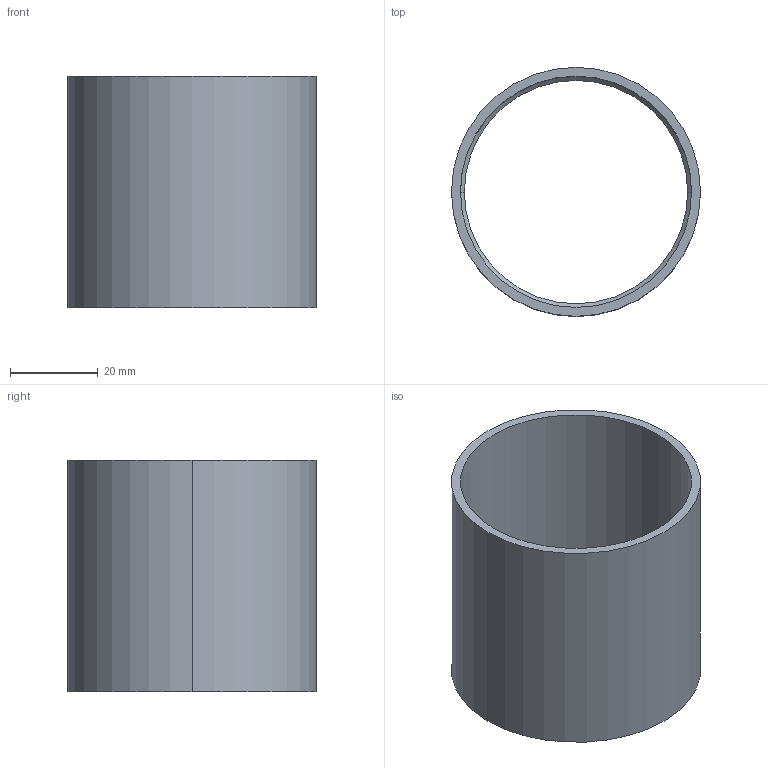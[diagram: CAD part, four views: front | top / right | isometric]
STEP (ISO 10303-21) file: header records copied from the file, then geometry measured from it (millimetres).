
FILE_DESCRIPTION (( 'STEP AP203' ), '1' );
FILE_NAME ('09_lens_hood.step', '2021-03-01T17:10:58', ( '' ), ( '' ), 'SwSTEP 2.0', 'SolidWorks 2020', '' );
FILE_SCHEMA (( 'CONFIG_CONTROL_DESIGN' ));
Length unit declared in the file: millimetre
Products named in the file (1): 09_lens_hood
Bounding box: 56.8 x 56.8 x 52.75 mm (x, y, z)
Volume: 18323.6 mm3; surface area: 19660.3 mm2
Topology: 1 solids, 1 shells, 26 faces, 64 edges, 41 vertices
Faces by surface type: cylinder 17, plane 4, bspline 3, cone 2
Entity records: 1827 total; most frequent: CARTESIAN_POINT 1201, ORIENTED_EDGE 128, DIRECTION 101, EDGE_CURVE 64, VERTEX_POINT 41, AXIS2_PLACEMENT_3D 40, EDGE_LOOP 29, FACE_OUTER_BOUND 26
